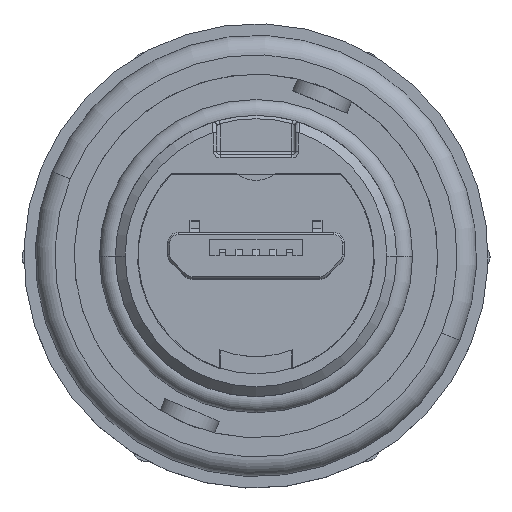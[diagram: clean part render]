
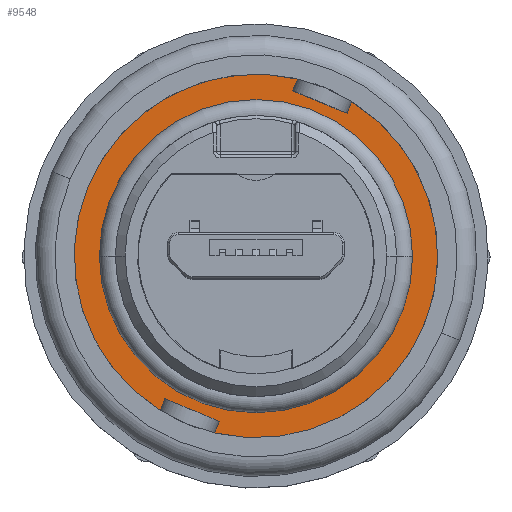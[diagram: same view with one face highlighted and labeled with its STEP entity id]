
A CAD part, top view. The second image highlights one B-rep face of the part: STEP entity #9548.
In plain terms, the highlighted planar face has unit normal (0, 0, 1).
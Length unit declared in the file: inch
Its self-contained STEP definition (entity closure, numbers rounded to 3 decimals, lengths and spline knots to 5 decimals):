
#18 = EDGE_CURVE ( 'NONE', #16816, #8927, #10962, .T. ) ;
#57 = CARTESIAN_POINT ( 'NONE',  ( 0., 0., -0.10588 ) ) ;
#585 = DIRECTION ( 'NONE',  ( -1., 0., 0. ) ) ;
#603 = ORIENTED_EDGE ( 'NONE', *, *, #12264, .T. ) ;
#1068 = VERTEX_POINT ( 'NONE', #11551 ) ;
#1399 = CIRCLE ( 'NONE', #12261, 0.23889 ) ;
#1465 = FACE_BOUND ( 'NONE', #8466, .T. ) ;
#1523 = EDGE_LOOP ( 'NONE', ( #603, #17141, #11716, #14449, #12906, #5464, #8778, #17395, #6224 ) ) ;
#1534 = DIRECTION ( 'NONE',  ( -1., 0., 0. ) ) ;
#1649 = CIRCLE ( 'NONE', #10305, 0.278 ) ;
#1709 = VERTEX_POINT ( 'NONE', #14615 ) ;
#1883 = CARTESIAN_POINT ( 'NONE',  ( 0.23889, 0., -0.10588 ) ) ;
#2084 = DIRECTION ( 'NONE',  ( 0., 0., -1. ) ) ;
#2128 = VERTEX_POINT ( 'NONE', #13548 ) ;
#2184 = VERTEX_POINT ( 'NONE', #5760 ) ;
#2187 = VECTOR ( 'NONE', #6266, 39.37008 ) ;
#2943 = VERTEX_POINT ( 'NONE', #14914 ) ;
#3259 = VECTOR ( 'NONE', #15805, 39.37008 ) ;
#3342 = DIRECTION ( 'NONE',  ( 0.383, 0.924, 0. ) ) ;
#3371 = CARTESIAN_POINT ( 'NONE',  ( -0.05601, -0.25281, -0.10588 ) ) ;
#3679 = CARTESIAN_POINT ( 'NONE',  ( 0., 0., -0.10588 ) ) ;
#3776 = CARTESIAN_POINT ( 'NONE',  ( 0.14656, 0.23623, -0.10588 ) ) ;
#4420 = AXIS2_PLACEMENT_3D ( 'NONE', #57, #10400, #1534 ) ;
#4442 = VECTOR ( 'NONE', #14094, 39.37008 ) ;
#4743 = EDGE_CURVE ( 'NONE', #8927, #2184, #1649, .T. ) ;
#5160 = DIRECTION ( 'NONE',  ( -1., 0., 0. ) ) ;
#5258 = LINE ( 'NONE', #5574, #16140 ) ;
#5441 = DIRECTION ( 'NONE',  ( -0.924, 0.383, 0. ) ) ;
#5464 = ORIENTED_EDGE ( 'NONE', *, *, #18532, .T. ) ;
#5574 = CARTESIAN_POINT ( 'NONE',  ( 0.13916, 0.21837, -0.10588 ) ) ;
#5715 = CARTESIAN_POINT ( 'NONE',  ( -0.14656, -0.23623, -0.10588 ) ) ;
#5760 = CARTESIAN_POINT ( 'NONE',  ( -0.25684, 0.10639, -0.10588 ) ) ;
#5974 = EDGE_CURVE ( 'NONE', #2943, #1709, #18228, .T. ) ;
#6224 = ORIENTED_EDGE ( 'NONE', *, *, #5974, .T. ) ;
#6266 = DIRECTION ( 'NONE',  ( -0.383, -0.924, 0. ) ) ;
#6290 = CARTESIAN_POINT ( 'NONE',  ( 0., 0., -0.10588 ) ) ;
#6449 = EDGE_CURVE ( 'NONE', #2128, #16816, #5258, .T. ) ;
#6649 = VERTEX_POINT ( 'NONE', #10406 ) ;
#6918 = VERTEX_POINT ( 'NONE', #18372 ) ;
#6971 = ORIENTED_EDGE ( 'NONE', *, *, #16294, .T. ) ;
#7037 = VECTOR ( 'NONE', #3342, 39.37008 ) ;
#7411 = AXIS2_PLACEMENT_3D ( 'NONE', #18326, #9440, #585 ) ;
#7770 = DIRECTION ( 'NONE',  ( -1., 0., 0. ) ) ;
#8310 = VECTOR ( 'NONE', #18991, 39.37008 ) ;
#8367 = LINE ( 'NONE', #3776, #4442 ) ;
#8466 = EDGE_LOOP ( 'NONE', ( #9151, #6971 ) ) ;
#8607 = CARTESIAN_POINT ( 'NONE',  ( -0.13916, -0.21837, -0.10588 ) ) ;
#8618 = CARTESIAN_POINT ( 'NONE',  ( 0., 0., -0.10588 ) ) ;
#8778 = ORIENTED_EDGE ( 'NONE', *, *, #14069, .T. ) ;
#8927 = VERTEX_POINT ( 'NONE', #15189 ) ;
#9151 = ORIENTED_EDGE ( 'NONE', *, *, #18042, .T. ) ;
#9440 = DIRECTION ( 'NONE',  ( 0., 0., 1. ) ) ;
#9531 = EDGE_CURVE ( 'NONE', #2184, #17104, #12829, .T. ) ;
#9548 = ADVANCED_FACE ( 'NONE', ( #1465, #16304 ), #16860, .F. ) ;
#10114 = DIRECTION ( 'NONE',  ( -1., 0., 0. ) ) ;
#10305 = AXIS2_PLACEMENT_3D ( 'NONE', #6290, #16657, #7770 ) ;
#10400 = DIRECTION ( 'NONE',  ( 0., 0., -1. ) ) ;
#10406 = CARTESIAN_POINT ( 'NONE',  ( -0.23889, 0., -0.10588 ) ) ;
#10648 = LINE ( 'NONE', #12828, #3259 ) ;
#10714 = AXIS2_PLACEMENT_3D ( 'NONE', #8618, #19001, #10114 ) ;
#10962 = LINE ( 'NONE', #13676, #7037 ) ;
#10979 = VERTEX_POINT ( 'NONE', #1883 ) ;
#11551 = CARTESIAN_POINT ( 'NONE',  ( -0.05601, -0.25281, -0.10588 ) ) ;
#11716 = ORIENTED_EDGE ( 'NONE', *, *, #18, .T. ) ;
#12132 = CARTESIAN_POINT ( 'NONE',  ( 0.05601, 0.25281, -0.10588 ) ) ;
#12261 = AXIS2_PLACEMENT_3D ( 'NONE', #3679, #14005, #5160 ) ;
#12264 = EDGE_CURVE ( 'NONE', #1709, #2128, #8367, .T. ) ;
#12363 = CARTESIAN_POINT ( 'NONE',  ( 0., 0., -0.10588 ) ) ;
#12439 = DIRECTION ( 'NONE',  ( -1., 0., 0. ) ) ;
#12828 = CARTESIAN_POINT ( 'NONE',  ( -0.14656, -0.23623, -0.10588 ) ) ;
#12829 = CIRCLE ( 'NONE', #7411, 0.278 ) ;
#12906 = ORIENTED_EDGE ( 'NONE', *, *, #9531, .T. ) ;
#13548 = CARTESIAN_POINT ( 'NONE',  ( 0.13916, 0.21837, -0.10588 ) ) ;
#13676 = CARTESIAN_POINT ( 'NONE',  ( 0.05601, 0.25281, -0.10588 ) ) ;
#13944 = CIRCLE ( 'NONE', #4420, 0.23889 ) ;
#14005 = DIRECTION ( 'NONE',  ( 0., 0., -1. ) ) ;
#14069 = EDGE_CURVE ( 'NONE', #6918, #1068, #16669, .T. ) ;
#14094 = DIRECTION ( 'NONE',  ( -0.383, -0.924, 0. ) ) ;
#14449 = ORIENTED_EDGE ( 'NONE', *, *, #4743, .T. ) ;
#14455 = LINE ( 'NONE', #3371, #2187 ) ;
#14615 = CARTESIAN_POINT ( 'NONE',  ( 0.14656, 0.23623, -0.10588 ) ) ;
#14914 = CARTESIAN_POINT ( 'NONE',  ( -0.06341, -0.27067, -0.10588 ) ) ;
#15127 = EDGE_CURVE ( 'NONE', #1068, #2943, #14455, .T. ) ;
#15189 = CARTESIAN_POINT ( 'NONE',  ( 0.06341, 0.27067, -0.10588 ) ) ;
#15805 = DIRECTION ( 'NONE',  ( 0.383, 0.924, 0. ) ) ;
#16140 = VECTOR ( 'NONE', #5441, 39.37008 ) ;
#16294 = EDGE_CURVE ( 'NONE', #6649, #10979, #13944, .T. ) ;
#16304 = FACE_OUTER_BOUND ( 'NONE', #1523, .T. ) ;
#16657 = DIRECTION ( 'NONE',  ( 0., 0., 1. ) ) ;
#16669 = LINE ( 'NONE', #8607, #8310 ) ;
#16816 = VERTEX_POINT ( 'NONE', #12132 ) ;
#16860 = PLANE ( 'NONE',  #18303 ) ;
#17104 = VERTEX_POINT ( 'NONE', #5715 ) ;
#17141 = ORIENTED_EDGE ( 'NONE', *, *, #6449, .T. ) ;
#17395 = ORIENTED_EDGE ( 'NONE', *, *, #15127, .T. ) ;
#18042 = EDGE_CURVE ( 'NONE', #10979, #6649, #1399, .T. ) ;
#18228 = CIRCLE ( 'NONE', #10714, 0.278 ) ;
#18303 = AXIS2_PLACEMENT_3D ( 'NONE', #12363, #2084, #12439 ) ;
#18326 = CARTESIAN_POINT ( 'NONE',  ( 0., 0., -0.10588 ) ) ;
#18372 = CARTESIAN_POINT ( 'NONE',  ( -0.13916, -0.21837, -0.10588 ) ) ;
#18532 = EDGE_CURVE ( 'NONE', #17104, #6918, #10648, .T. ) ;
#18991 = DIRECTION ( 'NONE',  ( 0.924, -0.383, 0. ) ) ;
#19001 = DIRECTION ( 'NONE',  ( 0., 0., 1. ) ) ;
